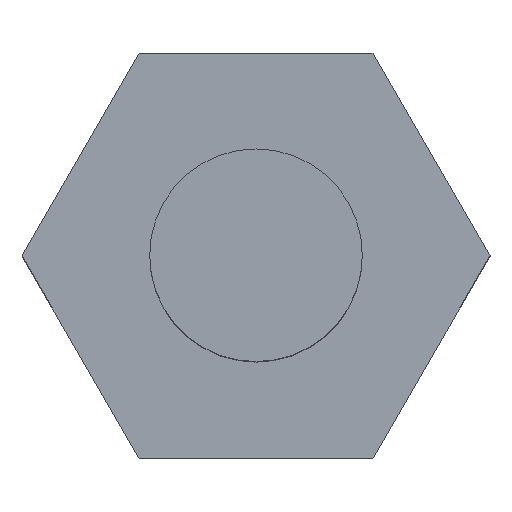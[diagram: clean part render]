
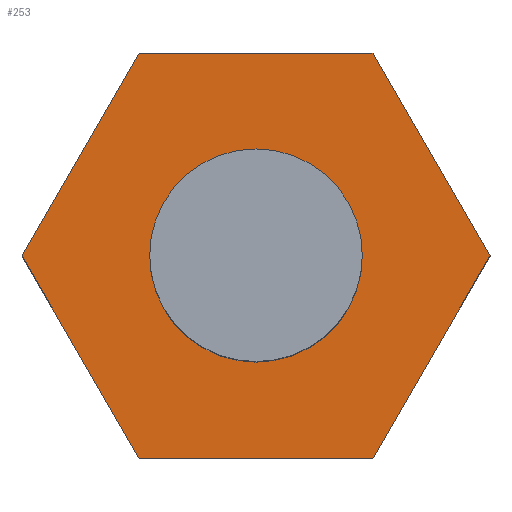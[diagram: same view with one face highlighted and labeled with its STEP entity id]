
A CAD part, top view. The second image highlights one B-rep face of the part: STEP entity #253.
In plain terms, the highlighted planar face has unit normal (0, 0, 1).
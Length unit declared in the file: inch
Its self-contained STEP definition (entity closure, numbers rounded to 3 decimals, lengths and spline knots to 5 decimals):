
#4 = ORIENTED_EDGE ( 'NONE', *, *, #283, .F. ) ;
#5 = ORIENTED_EDGE ( 'NONE', *, *, #289, .T. ) ;
#21 = ORIENTED_EDGE ( 'NONE', *, *, #300, .T. ) ;
#24 = ORIENTED_EDGE ( 'NONE', *, *, #298, .F. ) ;
#28 = ORIENTED_EDGE ( 'NONE', *, *, #306, .F. ) ;
#29 = ORIENTED_EDGE ( 'NONE', *, *, #264, .F. ) ;
#34 = ORIENTED_EDGE ( 'NONE', *, *, #316, .F. ) ;
#39 = ORIENTED_EDGE ( 'NONE', *, *, #309, .F. ) ;
#60 = FACE_BOUND ( 'NONE', #91, .T. ) ;
#87 = VECTOR ( 'NONE', #493, 39.37008 ) ;
#91 = EDGE_LOOP ( 'NONE', ( #5, #21 ) ) ;
#104 = FACE_OUTER_BOUND ( 'NONE', #178, .T. ) ;
#125 = VECTOR ( 'NONE', #518, 39.37008 ) ;
#144 = VECTOR ( 'NONE', #459, 39.37008 ) ;
#163 = LINE ( 'NONE', #482, #239 ) ;
#168 = CIRCLE ( 'NONE', #333, 0.0575 ) ;
#178 = EDGE_LOOP ( 'NONE', ( #4, #28, #34, #29, #39, #24 ) ) ;
#187 = VECTOR ( 'NONE', #415, 39.37008 ) ;
#188 = LINE ( 'NONE', #414, #187 ) ;
#196 = VECTOR ( 'NONE', #387, 39.37008 ) ;
#197 = LINE ( 'NONE', #386, #196 ) ;
#216 = LINE ( 'NONE', #494, #87 ) ;
#226 = LINE ( 'NONE', #460, #144 ) ;
#239 = VECTOR ( 'NONE', #481, 39.37008 ) ;
#241 = CIRCLE ( 'NONE', #327, 0.0575 ) ;
#242 = LINE ( 'NONE', #516, #125 ) ;
#253 = ADVANCED_FACE ( 'NONE', ( #104, #60 ), #407, .F. ) ;
#264 = EDGE_CURVE ( 'NONE', #526, #587, #188, .T. ) ;
#283 = EDGE_CURVE ( 'NONE', #528, #596, #197, .T. ) ;
#289 = EDGE_CURVE ( 'NONE', #582, #591, #241, .T. ) ;
#298 = EDGE_CURVE ( 'NONE', #596, #586, #242, .T. ) ;
#300 = EDGE_CURVE ( 'NONE', #591, #582, #168, .T. ) ;
#306 = EDGE_CURVE ( 'NONE', #585, #528, #216, .T. ) ;
#309 = EDGE_CURVE ( 'NONE', #586, #526, #163, .T. ) ;
#316 = EDGE_CURVE ( 'NONE', #587, #585, #226, .T. ) ;
#320 = AXIS2_PLACEMENT_3D ( 'NONE', #404, #405, #413 ) ;
#327 = AXIS2_PLACEMENT_3D ( 'NONE', #440, #444, #443 ) ;
#333 = AXIS2_PLACEMENT_3D ( 'NONE', #515, #514, #513 ) ;
#386 = CARTESIAN_POINT ( 'NONE',  ( 0.09021, -0.15625, -0.25 ) ) ;
#387 = DIRECTION ( 'NONE',  ( -1., 0., 0. ) ) ;
#404 = CARTESIAN_POINT ( 'NONE',  ( -0.09021, -0.15625, -0.25 ) ) ;
#405 = DIRECTION ( 'NONE',  ( 0., 0., -1. ) ) ;
#407 = PLANE ( 'NONE',  #320 ) ;
#413 = DIRECTION ( 'NONE',  ( -1., 0., 0. ) ) ;
#414 = CARTESIAN_POINT ( 'NONE',  ( -0.09021, 0.15625, -0.25 ) ) ;
#415 = DIRECTION ( 'NONE',  ( 1., 0., 0. ) ) ;
#423 = CARTESIAN_POINT ( 'NONE',  ( -0.09021, -0.15625, -0.25 ) ) ;
#428 = CARTESIAN_POINT ( 'NONE',  ( 0., -0.0575, -0.25 ) ) ;
#432 = CARTESIAN_POINT ( 'NONE',  ( 0.09021, 0.15625, -0.25 ) ) ;
#434 = CARTESIAN_POINT ( 'NONE',  ( -0.18042, 0., -0.25 ) ) ;
#435 = CARTESIAN_POINT ( 'NONE',  ( 0.18042, 0., -0.25 ) ) ;
#438 = CARTESIAN_POINT ( 'NONE',  ( 0., 0.0575, -0.25 ) ) ;
#440 = CARTESIAN_POINT ( 'NONE',  ( 0., 0., -0.25 ) ) ;
#443 = DIRECTION ( 'NONE',  ( 0., 1., 0. ) ) ;
#444 = DIRECTION ( 'NONE',  ( 0., 0., -1. ) ) ;
#450 = CARTESIAN_POINT ( 'NONE',  ( 0.09021, -0.15625, -0.25 ) ) ;
#453 = CARTESIAN_POINT ( 'NONE',  ( -0.09021, 0.15625, -0.25 ) ) ;
#459 = DIRECTION ( 'NONE',  ( 0.5, -0.866, 0. ) ) ;
#460 = CARTESIAN_POINT ( 'NONE',  ( 0.09021, 0.15625, -0.25 ) ) ;
#481 = DIRECTION ( 'NONE',  ( 0.5, 0.866, 0. ) ) ;
#482 = CARTESIAN_POINT ( 'NONE',  ( -0.18042, 0., -0.25 ) ) ;
#493 = DIRECTION ( 'NONE',  ( -0.5, -0.866, 0. ) ) ;
#494 = CARTESIAN_POINT ( 'NONE',  ( 0.18042, 0., -0.25 ) ) ;
#513 = DIRECTION ( 'NONE',  ( 0., 1., 0. ) ) ;
#514 = DIRECTION ( 'NONE',  ( 0., 0., -1. ) ) ;
#515 = CARTESIAN_POINT ( 'NONE',  ( 0., 0., -0.25 ) ) ;
#516 = CARTESIAN_POINT ( 'NONE',  ( -0.09021, -0.15625, -0.25 ) ) ;
#518 = DIRECTION ( 'NONE',  ( -0.5, 0.866, 0. ) ) ;
#526 = VERTEX_POINT ( 'NONE', #453 ) ;
#528 = VERTEX_POINT ( 'NONE', #450 ) ;
#582 = VERTEX_POINT ( 'NONE', #438 ) ;
#585 = VERTEX_POINT ( 'NONE', #435 ) ;
#586 = VERTEX_POINT ( 'NONE', #434 ) ;
#587 = VERTEX_POINT ( 'NONE', #432 ) ;
#591 = VERTEX_POINT ( 'NONE', #428 ) ;
#596 = VERTEX_POINT ( 'NONE', #423 ) ;
